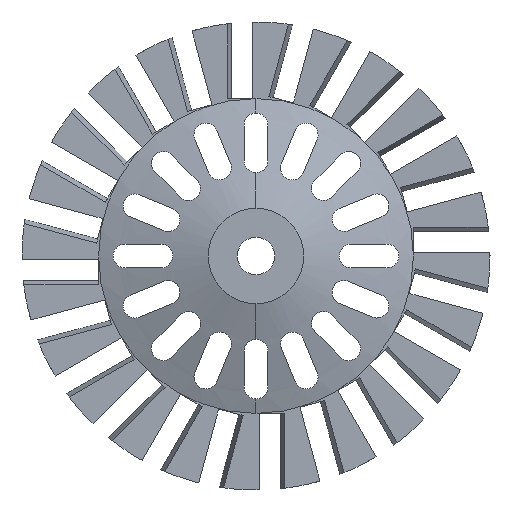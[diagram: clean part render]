
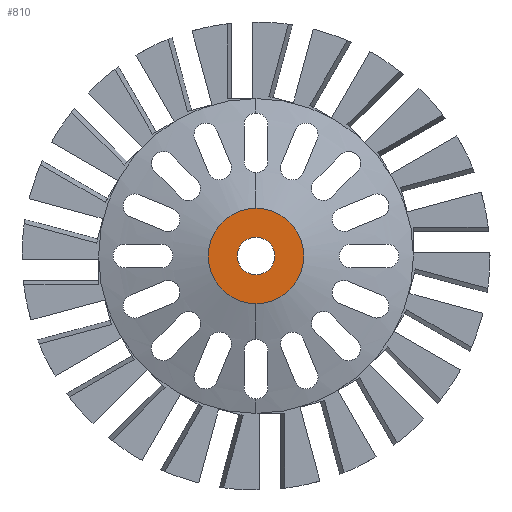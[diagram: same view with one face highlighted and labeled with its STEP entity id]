
A CAD part, front view. The second image highlights one B-rep face of the part: STEP entity #810.
In plain terms, the highlighted planar face has unit normal (0, -1, 0).
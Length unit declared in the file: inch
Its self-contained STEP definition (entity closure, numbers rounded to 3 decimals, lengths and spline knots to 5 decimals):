
#10 = ORIENTED_EDGE ( 'NONE', *, *, #1149, .T. ) ;
#314 = CARTESIAN_POINT ( 'NONE',  ( 0., -0.5, 0. ) ) ;
#326 = CARTESIAN_POINT ( 'NONE',  ( 0., -0.5, 0. ) ) ;
#512 = CARTESIAN_POINT ( 'NONE',  ( 0., -0.5, 0. ) ) ;
#734 = AXIS2_PLACEMENT_3D ( 'NONE', #6633, #4859, #8467 ) ;
#796 = EDGE_LOOP ( 'NONE', ( #4838, #5744 ) ) ;
#810 = ADVANCED_FACE ( 'NONE', ( #7317, #8437 ), #1254, .F. ) ;
#1149 = EDGE_CURVE ( 'NONE', #3402, #4639, #9019, .T. ) ;
#1254 = PLANE ( 'NONE',  #7674 ) ;
#2500 = ORIENTED_EDGE ( 'NONE', *, *, #4287, .T. ) ;
#2549 = CARTESIAN_POINT ( 'NONE',  ( 0., -0.5, -0.5 ) ) ;
#2612 = CIRCLE ( 'NONE', #10717, 0.5 ) ;
#3402 = VERTEX_POINT ( 'NONE', #10876 ) ;
#3871 = DIRECTION ( 'NONE',  ( 0., 0., 1. ) ) ;
#4068 = DIRECTION ( 'NONE',  ( 0., -1., 0. ) ) ;
#4094 = VERTEX_POINT ( 'NONE', #10016 ) ;
#4176 = DIRECTION ( 'NONE',  ( 0., 0., -1. ) ) ;
#4287 = EDGE_CURVE ( 'NONE', #4639, #3402, #2612, .T. ) ;
#4639 = VERTEX_POINT ( 'NONE', #2549 ) ;
#4838 = ORIENTED_EDGE ( 'NONE', *, *, #5156, .F. ) ;
#4859 = DIRECTION ( 'NONE',  ( 0., -1., 0. ) ) ;
#5156 = EDGE_CURVE ( 'NONE', #4094, #6183, #5638, .T. ) ;
#5638 = CIRCLE ( 'NONE', #11284, 0.1972 ) ;
#5744 = ORIENTED_EDGE ( 'NONE', *, *, #6985, .F. ) ;
#6183 = VERTEX_POINT ( 'NONE', #11134 ) ;
#6633 = CARTESIAN_POINT ( 'NONE',  ( 0., -0.5, 0. ) ) ;
#6863 = CIRCLE ( 'NONE', #7047, 0.1972 ) ;
#6985 = EDGE_CURVE ( 'NONE', #6183, #4094, #6863, .T. ) ;
#7047 = AXIS2_PLACEMENT_3D ( 'NONE', #9357, #10455, #4176 ) ;
#7317 = FACE_BOUND ( 'NONE', #796, .T. ) ;
#7674 = AXIS2_PLACEMENT_3D ( 'NONE', #326, #8386, #3871 ) ;
#7924 = DIRECTION ( 'NONE',  ( 0., 0., -1. ) ) ;
#8386 = DIRECTION ( 'NONE',  ( 0., 1., 0. ) ) ;
#8437 = FACE_OUTER_BOUND ( 'NONE', #9163, .T. ) ;
#8467 = DIRECTION ( 'NONE',  ( 0., 0., -1. ) ) ;
#9019 = CIRCLE ( 'NONE', #734, 0.5 ) ;
#9163 = EDGE_LOOP ( 'NONE', ( #10, #2500 ) ) ;
#9208 = DIRECTION ( 'NONE',  ( 0., 0., -1. ) ) ;
#9357 = CARTESIAN_POINT ( 'NONE',  ( 0., -0.5, 0. ) ) ;
#10016 = CARTESIAN_POINT ( 'NONE',  ( 0., -0.5, -0.1972 ) ) ;
#10200 = DIRECTION ( 'NONE',  ( 0., -1., 0. ) ) ;
#10455 = DIRECTION ( 'NONE',  ( 0., -1., 0. ) ) ;
#10717 = AXIS2_PLACEMENT_3D ( 'NONE', #512, #4068, #7924 ) ;
#10876 = CARTESIAN_POINT ( 'NONE',  ( 0., -0.5, 0.5 ) ) ;
#11134 = CARTESIAN_POINT ( 'NONE',  ( 0., -0.5, 0.1972 ) ) ;
#11284 = AXIS2_PLACEMENT_3D ( 'NONE', #314, #10200, #9208 ) ;
